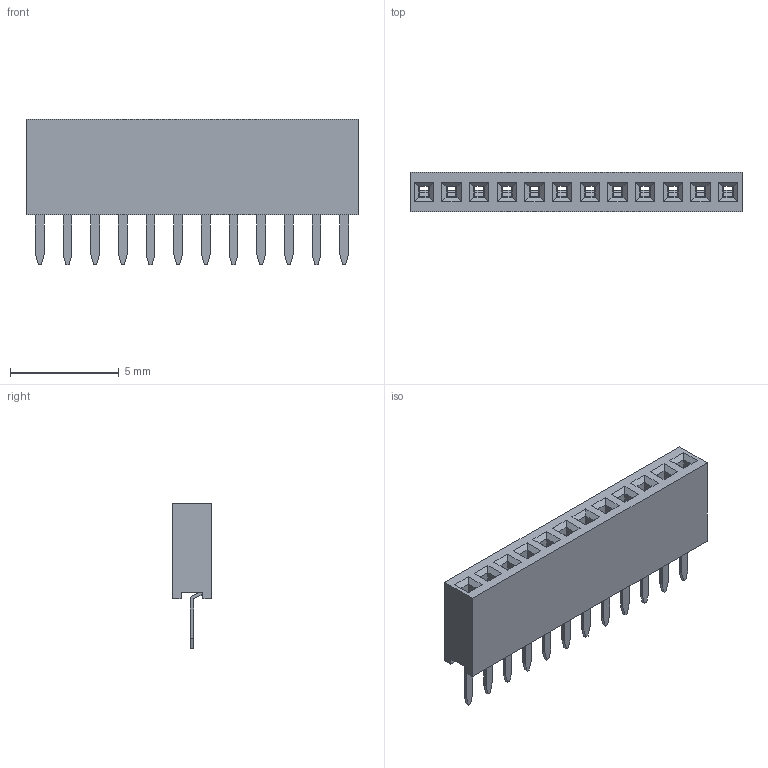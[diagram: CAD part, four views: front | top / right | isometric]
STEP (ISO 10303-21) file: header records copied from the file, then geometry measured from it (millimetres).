
FILE_DESCRIPTION(('STEP AP214'), '1');
FILE_NAME('PBS1.27', '', ('UNSPECIFIED'), ('UNSPECIFIED'), 'ASCON STEP Converter 1.6', 'ASCON Math Kernel', '');
FILE_SCHEMA(('AUTOMOTIVE_DESIGN { 1 0 10303 214 3 1 1}'));
Length unit declared in the file: millimetre
Bounding box: 15.24 x 1.8 x 6.7 mm (x, y, z)
Volume: 86.5 mm3; surface area: 613.5 mm2
Topology: 13 solids, 13 shells, 754 faces, 1992 edges, 1264 vertices
Faces by surface type: plane 646, cylinder 108
Entity records: 28968 total; most frequent: CARTESIAN_POINT 4011, ORIENTED_EDGE 3984, DIRECTION 3718, EDGE_CURVE 1992, LINE 1776, VECTOR 1776, VERTEX_POINT 1264, AXIS2_PLACEMENT_3D 971
